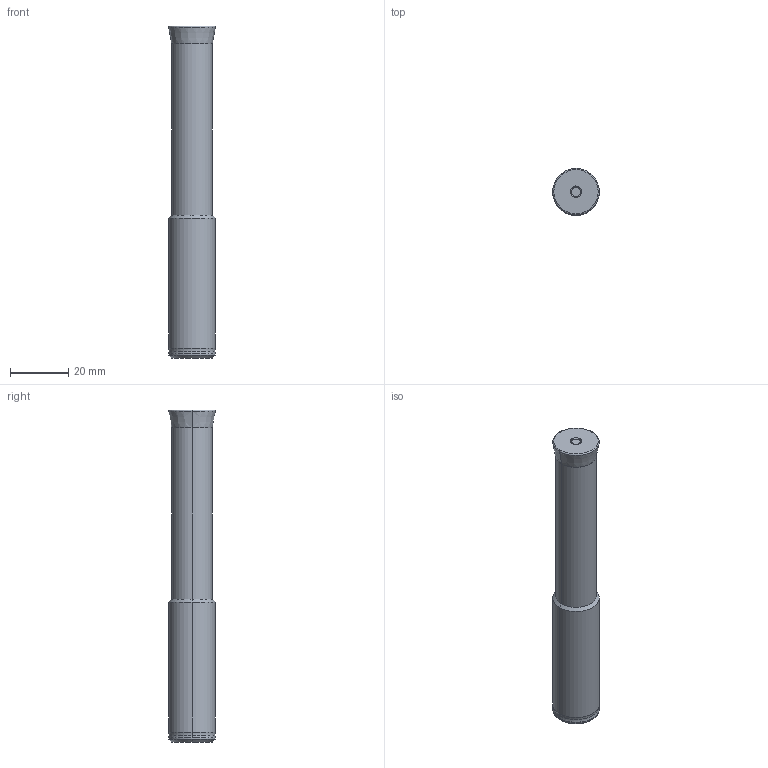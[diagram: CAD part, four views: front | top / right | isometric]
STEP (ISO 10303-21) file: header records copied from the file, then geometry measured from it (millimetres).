
FILE_DESCRIPTION (( 'STEP AP214' ), '1' );
FILE_NAME ('99021-016.STEP', '2016-12-13T12:06:21', ( 'User' ), ( 'GENUINE' ), 'SwSTEP 2.0', 'SolidWorks 2012', '' );
FILE_SCHEMA (( 'AUTOMOTIVE_DESIGN' ));
Length unit declared in the file: millimetre
Products named in the file (1): 99021-016
Bounding box: 16 x 16 x 114 mm (x, y, z)
Volume: 19948.1 mm3; surface area: 5727.1 mm2
Topology: 1 solids, 1 shells, 25 faces, 48 edges, 26 vertices
Faces by surface type: torus 10, cone 6, cylinder 6, plane 3
Entity records: 756 total; most frequent: DIRECTION 136, CARTESIAN_POINT 100, ORIENTED_EDGE 96, AXIS2_PLACEMENT_3D 62, EDGE_CURVE 48, CIRCLE 36, EDGE_LOOP 26, VERTEX_POINT 26
